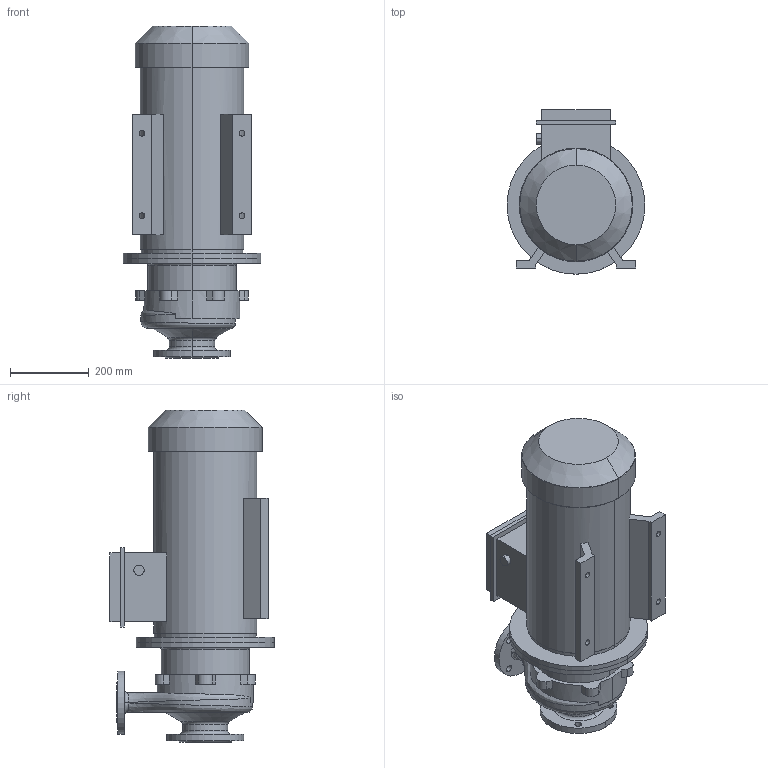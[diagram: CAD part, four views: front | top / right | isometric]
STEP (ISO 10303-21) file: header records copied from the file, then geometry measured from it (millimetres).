
FILE_DESCRIPTION (( 'STEP AP214' ), '1' );
FILE_NAME ('帎80-50-250塺2.STEP', '2012-07-31T03:13:53', ( 'referent' ), ( '' ), 'SwSTEP 2.0', 'SolidWorks 2012', '' );
FILE_SCHEMA (( 'AUTOMOTIVE_DESIGN' ));
Length unit declared in the file: millimetre
Products named in the file (1): 帎80-50-250塺2
Bounding box: 350 x 417 x 843 mm (x, y, z)
Volume: 47033940.9 mm3; surface area: 1559080 mm2
Topology: 2 solids, 2 shells, 179 faces, 455 edges, 296 vertices
Faces by surface type: plane 76, cylinder 74, bspline 12, cone 10, torus 7
Entity records: 9922 total; most frequent: CARTESIAN_POINT 3482, DIRECTION 943, ORIENTED_EDGE 910, EDGE_CURVE 455, AXIS2_PLACEMENT_3D 365, VERTEX_POINT 296, EDGE_LOOP 219, LINE 213
